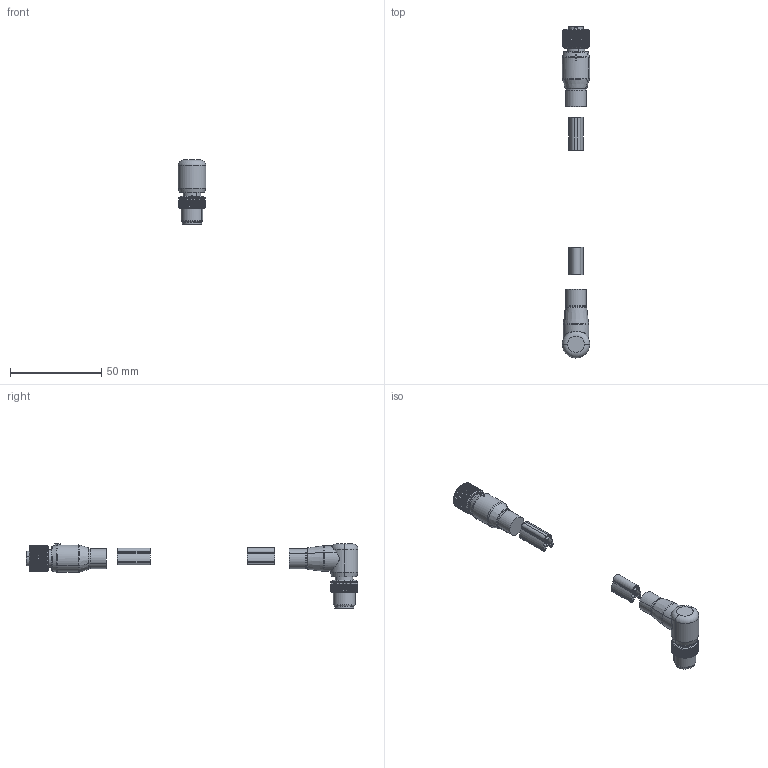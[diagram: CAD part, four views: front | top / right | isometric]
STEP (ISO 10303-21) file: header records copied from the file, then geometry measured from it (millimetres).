
FILE_DESCRIPTION(('CATIA V5 STEP Exchange','CAx-IF Rec.Pracs.--- Model Styling and Organization---1.4--- 2014-01-23'),'2;1');
FILE_NAME ('005157-1_0', '2023-02-08T14:13:19+00:00', ('none'), ('Weidmueller'), 'CATIA Version 5-6 Release 2016 SP3 HF44', 'CATIA V5 STEP AP214', 'none');
FILE_SCHEMA(('AUTOMOTIVE_DESIGN { 1 0 10303 214 1 1 1 1 }'));
Length unit declared in the file: millimetre
Products named in the file (1): 1062100500
Bounding box: 15 x 181.5 x 35 mm (x, y, z)
Volume: 19535 mm3; surface area: 17344.5 mm2
Topology: 33 solids, 33 shells, 2003 faces, 5193 edges, 3303 vertices
Faces by surface type: cylinder 780, plane 625, cone 270, torus 218, bspline 82, sphere 12, revolution 8, extrusion 8
Entity records: 60973 total; most frequent: CARTESIAN_POINT 17640, ORIENTED_EDGE 10302, DIRECTION 6408, EDGE_CURVE 5151, VERTEX_POINT 3303, AXIS2_PLACEMENT_3D 3278, EDGE_LOOP 2170, CIRCLE 2049
